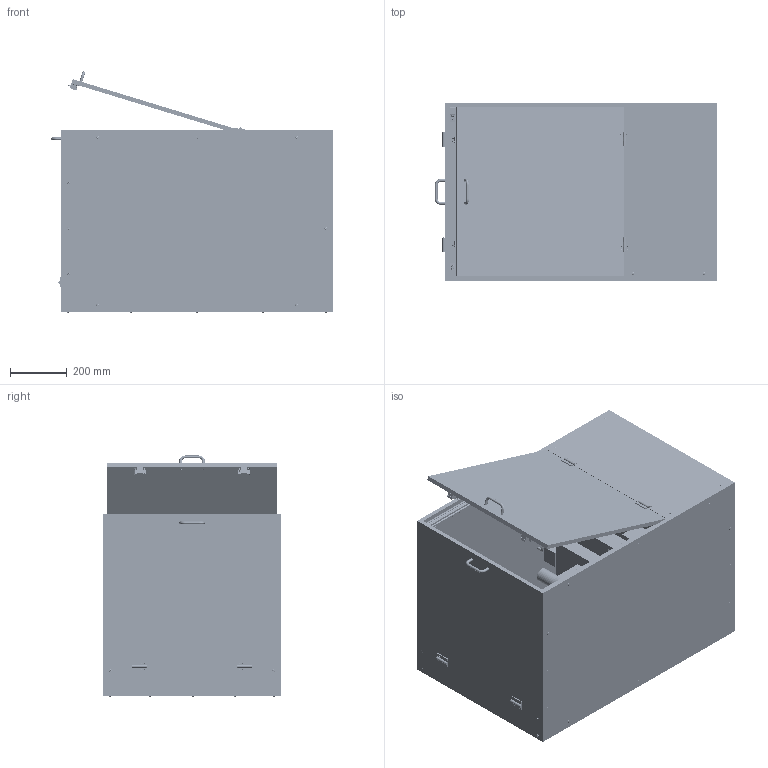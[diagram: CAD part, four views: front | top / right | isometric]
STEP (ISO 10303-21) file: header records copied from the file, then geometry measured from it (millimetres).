
FILE_DESCRIPTION (( 'STEP AP214' ), '1' );
FILE_NAME ('assy-SoundProofingBox_RZ420.STEP', '2025-01-09T10:35:02', ( '' ), ( '' ), 'SwSTEP 2.0', 'SolidWorks 2023', '' );
FILE_SCHEMA (( 'AUTOMOTIVE_DESIGN' ));
Length unit declared in the file: millimetre
Products named in the file (49): MISUMI_E-GCBSTSR5-20; hexagon socket head cap screw_jis_JIS B 1176 M3 x 8 (8) --N; Part4_RZ420; ERING_MISUMI_C-HHFL5-2; plate_front_large; plate_above; RZ420; MAGNET_MISUMI_MGCST30; plate_front_small; s-assy-above; MISUMI_NFS5-2020-925.0; s-assy-frontlarge; s-s-assy-bolt-nut; base_RZ420; Part2_RZ420; MISUMI_C-HHFL5-2; assy-SoundProofingBox_RZ420; MISUMI_NFS5-2020-570.0; s-assy-frontsmall; s-assy-leftlarge; MISUMI_HFBCM3-12; BRACKET_MISUMI_HBLFSN5; MISUMI_E-GSFB5-12; BASE-L_MISUMI_C-HHFL5-2; plate_back; PLATE_MISUMI_MGCST30; plate_rightside; MISUMI_C-NUWANS10-80-27; SPACER_MISUMI_C-HHFL5-2; computer_RZ420; Onimenut_m5; NEZI-M5x12L_MISUMI_HBLFSN5; MISUMI_MGCST30; s-assy-rightside; s-assy-leftsmall; BASE-R_MISUMI_C-HHFL5-2; SHAFT_MISUMI_C-HHFL5-2; Onimenut_m3; part3_RZ420; s-assy-back ...
Assembly tree (194 placements, depth 5):
  assy-SoundProofingBox_RZ420
    s-assy-rightside
      plate_rightside
      MISUMI_NFS5-2020-555.0  x3
      MISUMI_NFS5-2020-570.0  x4
      MISUMI_NFS5-2020-925.0  x4
      s-s-assy-bracket  x20
        MISUMI_HBLFSN5
          BRACKET_MISUMI_HBLFSN5
        NEZI-M5x12L_MISUMI_HBLFSN5
        MISUMI_HNTP5-5
      s-s-assy-bolt-nut  x12
        MISUMI_E-GCBSTSR5-20
        MISUMI_HNTP5-5
    s-assy-above  x2
      plate_above
      s-s-assy-bolt-nut
        MISUMI_E-GCBSTSR5-20
        MISUMI_HNTP5-5
    s-assy-back
      plate_back
      s-s-assy-bolt-nut  x12
        MISUMI_E-GCBSTSR5-20
        MISUMI_HNTP5-5
    s-assy-frontsmall
      plate_front_small
      Onimenut_m5  x4
      s-s-assy-bolt-nut  x4
        MISUMI_E-GCBSTSR5-20
        MISUMI_HNTP5-5
    MISUMI_C-HHFL5-2
      BASE-L_MISUMI_C-HHFL5-2
      BASE-R_MISUMI_C-HHFL5-2
      SHAFT_MISUMI_C-HHFL5-2
      ERING_MISUMI_C-HHFL5-2  x2
      SPACER_MISUMI_C-HHFL5-2  x2
    MISUMI_C-HHFL5-2
      BASE-L_MISUMI_C-HHFL5-2
      BASE-R_MISUMI_C-HHFL5-2
      SHAFT_MISUMI_C-HHFL5-2
      ERING_MISUMI_C-HHFL5-2  x2
      SPACER_MISUMI_C-HHFL5-2  x2
    s-assy-leftsmall
      plate_left_small
      Onimenut_m5  x4
      s-s-assy-bolt-nut  x4
        MISUMI_E-GCBSTSR5-20
        MISUMI_HNTP5-5
    MISUMI_C-HHFL5-2
      BASE-L_MISUMI_C-HHFL5-2
      BASE-R_MISUMI_C-HHFL5-2
      SHAFT_MISUMI_C-HHFL5-2
      ERING_MISUMI_C-HHFL5-2  x2
      SPACER_MISUMI_C-HHFL5-2  x2
    MISUMI_C-HHFL5-2
      BASE-L_MISUMI_C-HHFL5-2
      BASE-R_MISUMI_C-HHFL5-2
      SHAFT_MISUMI_C-HHFL5-2
      ERING_MISUMI_C-HHFL5-2  x2
      SPACER_MISUMI_C-HHFL5-2  x2
Bounding box: 992.86 x 627 x 847.58 mm (x, y, z)
Volume: 69737648.4 mm3; surface area: 9555064.9 mm2
Topology: 322 solids, 322 shells, 9736 faces, 24733 edges, 15854 vertices
Faces by surface type: plane 5027, cylinder 3583, cone 760, sphere 200, torus 160, bspline 6
Entity records: 33907 total; most frequent: CARTESIAN_POINT 6139, DIRECTION 5862, ORIENTED_EDGE 5040, EDGE_CURVE 2520, AXIS2_PLACEMENT_3D 2148, VERTEX_POINT 1641, VECTOR 1566, LINE 1566
